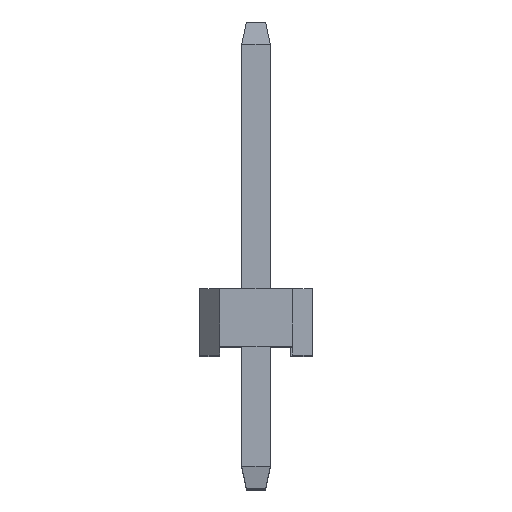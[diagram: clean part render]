
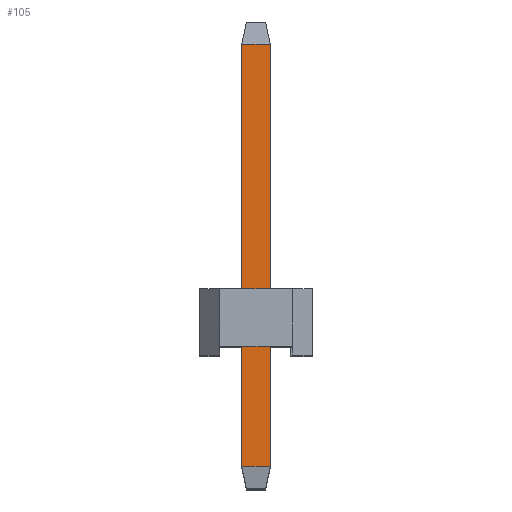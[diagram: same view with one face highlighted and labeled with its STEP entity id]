
A CAD part, top view. The second image highlights one B-rep face of the part: STEP entity #105.
In plain terms, the highlighted planar face has unit normal (0, 0, 1).
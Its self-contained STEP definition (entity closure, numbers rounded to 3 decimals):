
#2 = VERTEX_POINT ( 'NONE', #38 ) ;
#3 = VERTEX_POINT ( 'NONE', #52 ) ;
#6 = VERTEX_POINT ( 'NONE', #22 ) ;
#12 = VERTEX_POINT ( 'NONE', #23 ) ;
#22 = CARTESIAN_POINT ( 'NONE',  ( 0.64, 10., 0. ) ) ;
#23 = CARTESIAN_POINT ( 'NONE',  ( 0., 10., 0. ) ) ;
#38 = CARTESIAN_POINT ( 'NONE',  ( 0., 0.5, 0. ) ) ;
#52 = CARTESIAN_POINT ( 'NONE',  ( 0.64, 0.5, 0. ) ) ;
#105 = ADVANCED_FACE ( 'NONE', ( #674 ), #1020, .F. ) ;
#205 = DIRECTION ( 'NONE',  ( -1., 0., 0. ) ) ;
#215 = CARTESIAN_POINT ( 'NONE',  ( 0., 10., 0. ) ) ;
#261 = DIRECTION ( 'NONE',  ( 0., -1., 0. ) ) ;
#266 = CARTESIAN_POINT ( 'NONE',  ( 0., 10.5, 0. ) ) ;
#269 = CARTESIAN_POINT ( 'NONE',  ( 0.64, 10.5, 0. ) ) ;
#282 = CARTESIAN_POINT ( 'NONE',  ( 0.64, 0.5, 0. ) ) ;
#283 = DIRECTION ( 'NONE',  ( 0., -1., 0. ) ) ;
#295 = DIRECTION ( 'NONE',  ( 1., 0., 0. ) ) ;
#422 = EDGE_LOOP ( 'NONE', ( #549, #555, #583, #536 ) ) ;
#536 = ORIENTED_EDGE ( 'NONE', *, *, #1198, .T. ) ;
#549 = ORIENTED_EDGE ( 'NONE', *, *, #1184, .T. ) ;
#555 = ORIENTED_EDGE ( 'NONE', *, *, #1138, .T. ) ;
#583 = ORIENTED_EDGE ( 'NONE', *, *, #1155, .F. ) ;
#674 = FACE_OUTER_BOUND ( 'NONE', #422, .T. ) ;
#686 = LINE ( 'NONE', #269, #728 ) ;
#705 = VECTOR ( 'NONE', #295, 1000. ) ;
#718 = LINE ( 'NONE', #282, #705 ) ;
#723 = VECTOR ( 'NONE', #261, 1000. ) ;
#728 = VECTOR ( 'NONE', #283, 1000. ) ;
#729 = VECTOR ( 'NONE', #205, 1000. ) ;
#733 = LINE ( 'NONE', #215, #729 ) ;
#765 = LINE ( 'NONE', #266, #723 ) ;
#1020 = PLANE ( 'NONE',  #1175 ) ;
#1026 = DIRECTION ( 'NONE',  ( -1., 0., 0. ) ) ;
#1032 = DIRECTION ( 'NONE',  ( 0., 0., -1. ) ) ;
#1045 = CARTESIAN_POINT ( 'NONE',  ( 0., 10.5, 0. ) ) ;
#1138 = EDGE_CURVE ( 'NONE', #2, #3, #718, .T. ) ;
#1155 = EDGE_CURVE ( 'NONE', #6, #3, #686, .T. ) ;
#1175 = AXIS2_PLACEMENT_3D ( 'NONE', #1045, #1032, #1026 ) ;
#1184 = EDGE_CURVE ( 'NONE', #12, #2, #765, .T. ) ;
#1198 = EDGE_CURVE ( 'NONE', #6, #12, #733, .T. ) ;
